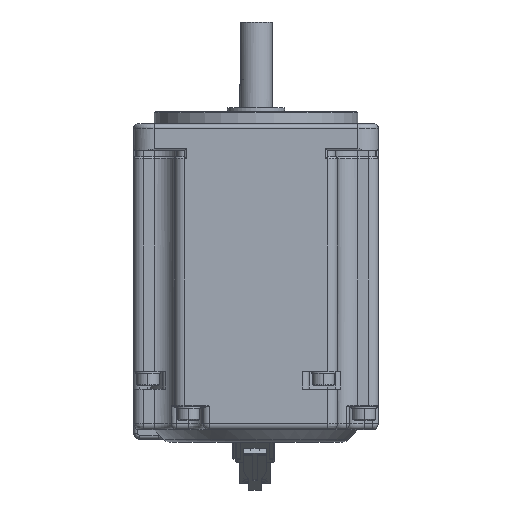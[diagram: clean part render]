
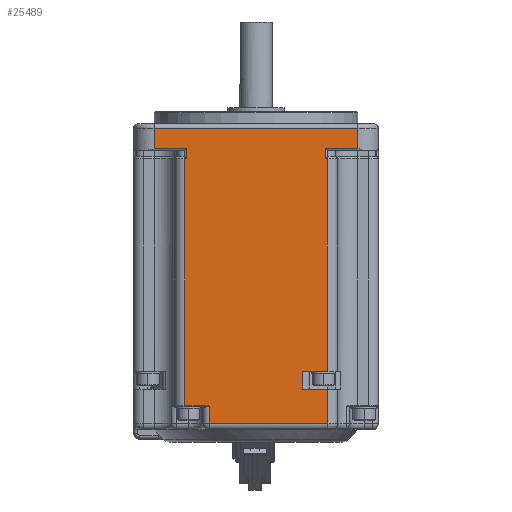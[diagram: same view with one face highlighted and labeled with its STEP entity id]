
A CAD part, front view. The second image highlights one B-rep face of the part: STEP entity #25489.
In plain terms, the highlighted planar face has unit normal (0, -1, 0).
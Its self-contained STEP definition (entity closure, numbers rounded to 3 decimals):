
#191=CARTESIAN_POINT('',(-25.,-30.,-25.6));
#192=VERTEX_POINT('',#191);
#193=CARTESIAN_POINT('',(-25.,-30.,-20.6));
#194=VERTEX_POINT('',#193);
#195=CARTESIAN_POINT('',(-25.,-30.,-25.6));
#196=DIRECTION('',(0.,0.,1.));
#197=VECTOR('',#196,5.);
#198=LINE('',#195,#197);
#199=EDGE_CURVE('',#192,#194,#198,.T.);
#672=CARTESIAN_POINT('',(-17.,-30.,-25.6));
#673=VERTEX_POINT('',#672);
#682=CARTESIAN_POINT('',(-25.,-30.,-25.6));
#683=DIRECTION('',(1.,0.,0.));
#684=VECTOR('',#683,8.);
#685=LINE('',#682,#684);
#686=EDGE_CURVE('',#192,#673,#685,.T.);
#1248=CARTESIAN_POINT('',(-17.5,-30.,-28.1));
#1249=VERTEX_POINT('',#1248);
#1300=CARTESIAN_POINT('',(17.,-30.,-28.1));
#1301=VERTEX_POINT('',#1300);
#1310=CARTESIAN_POINT('',(17.5,-30.,-28.1));
#1311=VERTEX_POINT('',#1310);
#1312=CARTESIAN_POINT('',(17.5,-30.,-28.1));
#1313=DIRECTION('',(-1.,0.,0.));
#1314=VECTOR('',#1313,0.5);
#1315=LINE('',#1312,#1314);
#1316=EDGE_CURVE('',#1311,#1301,#1315,.T.);
#1342=CARTESIAN_POINT('',(17.,-30.,-25.6));
#1343=VERTEX_POINT('',#1342);
#1352=CARTESIAN_POINT('',(17.,-30.,-28.1));
#1353=DIRECTION('',(0.,0.,1.));
#1354=VECTOR('',#1353,2.5);
#1355=LINE('',#1352,#1354);
#1356=EDGE_CURVE('',#1301,#1343,#1355,.T.);
#1375=CARTESIAN_POINT('',(25.,-30.,-25.6));
#1376=VERTEX_POINT('',#1375);
#1386=CARTESIAN_POINT('',(17.,-30.,-25.6));
#1387=DIRECTION('',(1.,0.,0.));
#1388=VECTOR('',#1387,8.);
#1389=LINE('',#1386,#1388);
#1390=EDGE_CURVE('',#1343,#1376,#1389,.T.);
#1427=CARTESIAN_POINT('',(25.,-30.,-20.6));
#1428=VERTEX_POINT('',#1427);
#1436=CARTESIAN_POINT('',(25.,-30.,-25.6));
#1437=DIRECTION('',(0.,0.,1.));
#1438=VECTOR('',#1437,5.);
#1439=LINE('',#1436,#1438);
#1440=EDGE_CURVE('',#1376,#1428,#1439,.T.);
#1452=CARTESIAN_POINT('',(25.,-30.,-20.6));
#1453=DIRECTION('',(-1.,0.,0.));
#1454=VECTOR('',#1453,50.);
#1455=LINE('',#1452,#1454);
#1456=EDGE_CURVE('',#1428,#194,#1455,.T.);
#1474=CARTESIAN_POINT('',(-17.,-30.,-28.1));
#1475=VERTEX_POINT('',#1474);
#1476=CARTESIAN_POINT('',(-17.,-30.,-25.6));
#1477=DIRECTION('',(0.,0.,-1.));
#1478=VECTOR('',#1477,2.5);
#1479=LINE('',#1476,#1478);
#1480=EDGE_CURVE('',#673,#1475,#1479,.T.);
#1500=CARTESIAN_POINT('',(-17.,-30.,-28.1));
#1501=DIRECTION('',(-1.,0.,0.));
#1502=VECTOR('',#1501,0.5);
#1503=LINE('',#1500,#1502);
#1504=EDGE_CURVE('',#1475,#1249,#1503,.T.);
#25394=CARTESIAN_POINT('',(0.,-30.,-56.85));
#25395=DIRECTION('',(0.,0.,1.));
#25396=DIRECTION('',(0.,-1.,0.));
#25397=AXIS2_PLACEMENT_3D('',#25394,#25396,#25395);
#25398=PLANE('',#25397);
#25399=CARTESIAN_POINT('',(-17.5,-30.,-88.6));
#25400=VERTEX_POINT('',#25399);
#25401=CARTESIAN_POINT('',(-12.597,-30.,-88.6));
#25402=VERTEX_POINT('',#25401);
#25403=CARTESIAN_POINT('',(-17.5,-30.,-88.6));
#25404=DIRECTION('',(1.,0.,0.));
#25405=VECTOR('',#25404,4.903);
#25406=LINE('',#25403,#25405);
#25407=EDGE_CURVE('',#25400,#25402,#25406,.T.);
#25408=ORIENTED_EDGE('',*,*,#25407,.T.);
#25409=CARTESIAN_POINT('',(-11.5,-30.,-88.8));
#25410=VERTEX_POINT('',#25409);
#25411=CARTESIAN_POINT('',(-12.597,-30.,-88.6));
#25412=CARTESIAN_POINT('',(-12.364,-30.,-88.6));
#25413=CARTESIAN_POINT('',(-11.542,-30.,-88.75));
#25414=CARTESIAN_POINT('',(-11.5,-30.,-88.8));
#25415=B_SPLINE_CURVE_WITH_KNOTS('',3,(#25411,#25412,#25413,#25414),.UNSPECIFIED.,.F.,.U.,(4,4),(0.,1.),.UNSPECIFIED.);
#25416=EDGE_CURVE('',#25402,#25410,#25415,.T.);
#25417=ORIENTED_EDGE('',*,*,#25416,.T.);
#25418=CARTESIAN_POINT('',(-11.5,-30.,-93.1));
#25419=VERTEX_POINT('',#25418);
#25420=CARTESIAN_POINT('',(-11.5,-30.,-88.8));
#25421=DIRECTION('',(0.,0.,-1.));
#25422=VECTOR('',#25421,4.3);
#25423=LINE('',#25420,#25422);
#25424=EDGE_CURVE('',#25410,#25419,#25423,.T.);
#25425=ORIENTED_EDGE('',*,*,#25424,.T.);
#25426=CARTESIAN_POINT('',(17.5,-30.,-93.1));
#25427=VERTEX_POINT('',#25426);
#25428=CARTESIAN_POINT('',(-11.5,-30.,-93.1));
#25429=DIRECTION('',(1.,0.,0.));
#25430=VECTOR('',#25429,29.);
#25431=LINE('',#25428,#25430);
#25432=EDGE_CURVE('',#25419,#25427,#25431,.T.);
#25433=ORIENTED_EDGE('',*,*,#25432,.T.);
#25434=CARTESIAN_POINT('',(17.5,-30.,-84.6));
#25435=VERTEX_POINT('',#25434);
#25436=CARTESIAN_POINT('',(17.5,-30.,-93.1));
#25437=DIRECTION('',(0.,0.,1.));
#25438=VECTOR('',#25437,8.5);
#25439=LINE('',#25436,#25438);
#25440=EDGE_CURVE('',#25427,#25435,#25439,.T.);
#25441=ORIENTED_EDGE('',*,*,#25440,.T.);
#25442=CARTESIAN_POINT('',(11.5,-30.,-84.6));
#25443=VERTEX_POINT('',#25442);
#25444=CARTESIAN_POINT('',(17.5,-30.,-84.6));
#25445=DIRECTION('',(-1.,0.,0.));
#25446=VECTOR('',#25445,6.);
#25447=LINE('',#25444,#25446);
#25448=EDGE_CURVE('',#25435,#25443,#25447,.T.);
#25449=ORIENTED_EDGE('',*,*,#25448,.T.);
#25450=CARTESIAN_POINT('',(11.5,-30.,-80.3));
#25451=VERTEX_POINT('',#25450);
#25452=CARTESIAN_POINT('',(11.5,-30.,-84.6));
#25453=DIRECTION('',(0.,0.,1.));
#25454=VECTOR('',#25453,4.3);
#25455=LINE('',#25452,#25454);
#25456=EDGE_CURVE('',#25443,#25451,#25455,.T.);
#25457=ORIENTED_EDGE('',*,*,#25456,.T.);
#25458=CARTESIAN_POINT('',(17.5,-30.,-80.3));
#25459=VERTEX_POINT('',#25458);
#25460=CARTESIAN_POINT('',(11.5,-30.,-80.3));
#25461=DIRECTION('',(1.,0.,0.));
#25462=VECTOR('',#25461,6.);
#25463=LINE('',#25460,#25462);
#25464=EDGE_CURVE('',#25451,#25459,#25463,.T.);
#25465=ORIENTED_EDGE('',*,*,#25464,.T.);
#25466=CARTESIAN_POINT('',(17.5,-30.,-28.1));
#25467=DIRECTION('',(0.,0.,-1.));
#25468=VECTOR('',#25467,52.2);
#25469=LINE('',#25466,#25468);
#25470=EDGE_CURVE('',#1311,#25459,#25469,.T.);
#25471=ORIENTED_EDGE('',*,*,#25470,.F.);
#25472=ORIENTED_EDGE('',*,*,#1316,.T.);
#25473=ORIENTED_EDGE('',*,*,#1356,.T.);
#25474=ORIENTED_EDGE('',*,*,#1390,.T.);
#25475=ORIENTED_EDGE('',*,*,#1440,.T.);
#25476=ORIENTED_EDGE('',*,*,#1456,.T.);
#25477=ORIENTED_EDGE('',*,*,#199,.F.);
#25478=ORIENTED_EDGE('',*,*,#686,.T.);
#25479=ORIENTED_EDGE('',*,*,#1480,.T.);
#25480=ORIENTED_EDGE('',*,*,#1504,.T.);
#25481=CARTESIAN_POINT('',(-17.5,-30.,-28.1));
#25482=DIRECTION('',(0.,0.,-1.));
#25483=VECTOR('',#25482,60.5);
#25484=LINE('',#25481,#25483);
#25485=EDGE_CURVE('',#1249,#25400,#25484,.T.);
#25486=ORIENTED_EDGE('',*,*,#25485,.T.);
#25487=EDGE_LOOP('',(#25408,#25417,#25425,#25433,#25441,#25449,#25457,#25465,#25471,#25472,#25473,#25474,#25475,#25476,#25477,#25478,#25479,#25480,#25486));
#25488=FACE_OUTER_BOUND('',#25487,.T.);
#25489=ADVANCED_FACE('',(#25488),#25398,.T.);
